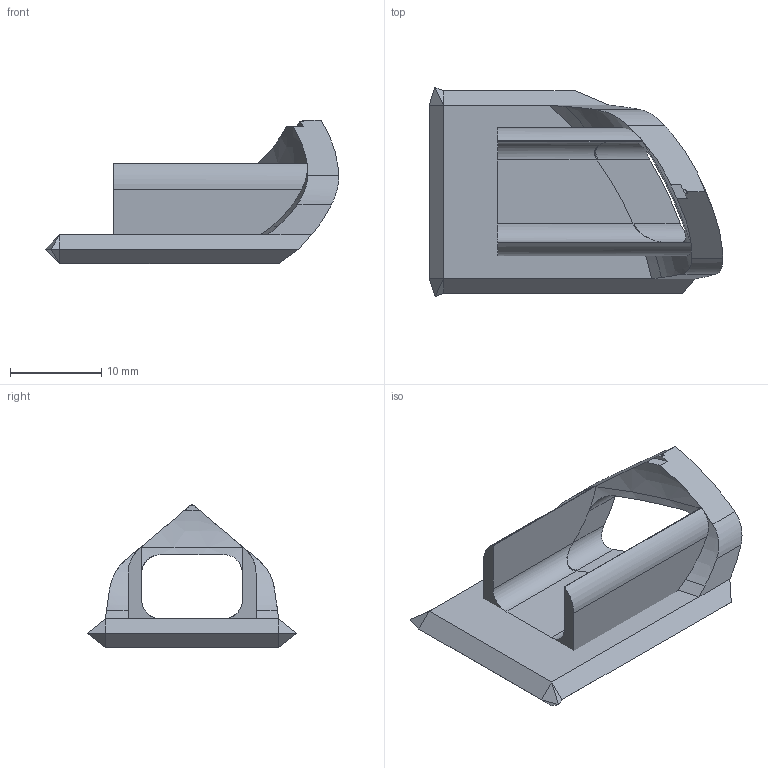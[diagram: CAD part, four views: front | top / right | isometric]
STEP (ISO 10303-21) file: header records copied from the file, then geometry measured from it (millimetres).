
FILE_DESCRIPTION(/* description */ (''),/* implementation_level */ '2;1');
FILE_NAME(/* name */ 'CaseLidUsbv2.step',/* time_stamp */ '2026-02-05T20:41:41+01:00',/* author */ (''),/* organization */ (''),/* preprocessor_version */ 'ST-DEVELOPER v20.1',/* originating_system */ 'Autodesk Translation Framework v14.21.0.0',/* authorisation */ '');
FILE_SCHEMA (('AUTOMOTIVE_DESIGN { 1 0 10303 214 3 1 1 }'));
Length unit declared in the file: millimetre
Products named in the file (1): FusionComponent
Bounding box: 32.14 x 22.92 x 15.7 mm (x, y, z)
Volume: 2412.9 mm3; surface area: 2550.6 mm2
Topology: 2 solids, 2 shells, 54 faces, 147 edges, 96 vertices
Faces by surface type: plane 34, cylinder 11, torus 5, cone 4
Entity records: 1997 total; most frequent: CARTESIAN_POINT 667, ORIENTED_EDGE 294, DIRECTION 233, EDGE_CURVE 147, VERTEX_POINT 96, AXIS2_PLACEMENT_3D 84, LINE 65, VECTOR 65
